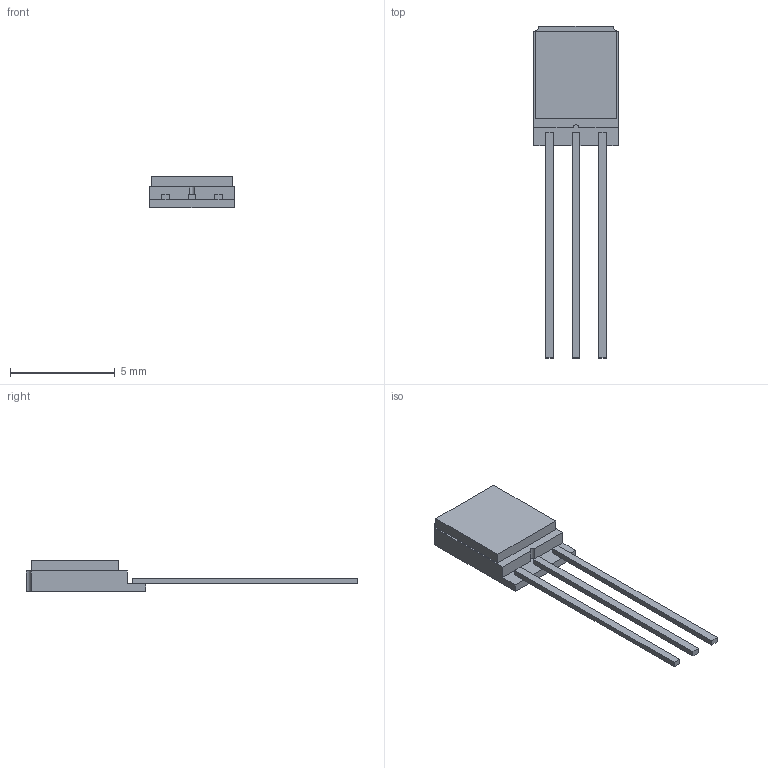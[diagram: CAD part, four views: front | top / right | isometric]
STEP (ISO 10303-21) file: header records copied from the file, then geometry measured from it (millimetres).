
FILE_DESCRIPTION (( 'STEP AP214' ), '1' );
FILE_NAME ('OMH090_3019_3020_3040_3075_3131.STEP', '2021-05-26T14:04:47', ( '' ), ( '' ), 'SwSTEP 2.0', 'SolidWorks 2020', '' );
FILE_SCHEMA (( 'AUTOMOTIVE_DESIGN' ));
Length unit declared in the file: inch
Products named in the file (1): OMH090_3019_3020_3040_3075_3131
Bounding box: 4.06 x 15.88 x 1.5 mm (x, y, z)
Volume: 32.2 mm3; surface area: 112.9 mm2
Topology: 1 solids, 1 shells, 35 faces, 90 edges, 58 vertices
Faces by surface type: plane 32, cylinder 3
Entity records: 1082 total; most frequent: CARTESIAN_POINT 184, ORIENTED_EDGE 180, DIRECTION 168, EDGE_CURVE 90, VECTOR 84, LINE 84, VERTEX_POINT 58, AXIS2_PLACEMENT_3D 42
